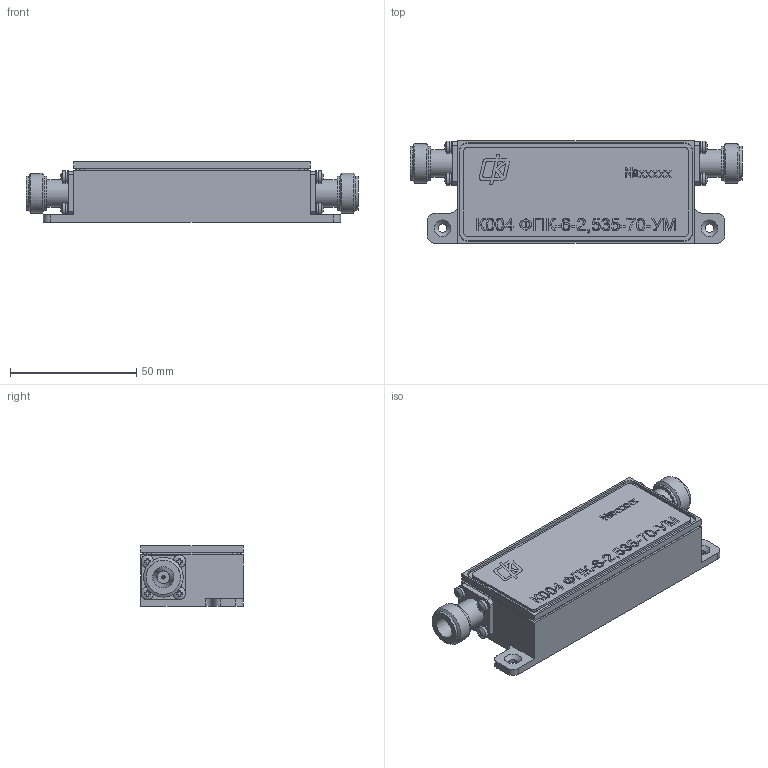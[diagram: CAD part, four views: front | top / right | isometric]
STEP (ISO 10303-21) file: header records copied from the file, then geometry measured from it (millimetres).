
FILE_DESCRIPTION(('STEP AP203'), '1');
FILE_NAME('ÍØÁÀ.468874.002-02_Ôèëüòð ÔÏÊ-6-2,535-70-ÓÌ', '', ('UNSPECIFIED'), ('UNSPECIFIED'), 'ASCON STEP Converter 1.6', 'ASCON Math Kernel', '');
FILE_SCHEMA(('CONFIG_CONTROL_DESIGN'));
Length unit declared in the file: millimetre
Products named in the file (1): НШБА.468874.002-02_Фильтр ФПК-6-2,535-70-УМ
Bounding box: 131.6 x 40.7 x 24 mm (x, y, z)
Volume: 96627.5 mm3; surface area: 20267.2 mm2
Topology: 17 solids, 19 shells, 801 faces, 1980 edges, 1308 vertices
Faces by surface type: plane 515, bspline 143, cylinder 111, cone 24, sphere 8
Full cylindrical faces by diameter (mm): 1 x2, 1.4 x2, 2.05 x4, 2.5 x8, 2.7 x8, 3 x8, 3.4 x2, 4.2 x2, 5 x18, 10.9 x2, 13.5 x4, 15.7 x2
Entity records: 51714 total; most frequent: CARTESIAN_POINT 27468, ORIENTED_EDGE 3784, DIRECTION 3085, EDGE_CURVE 1892, VERTEX_POINT 1306, LINE 1119, VECTOR 1119, EDGE_LOOP 1002
